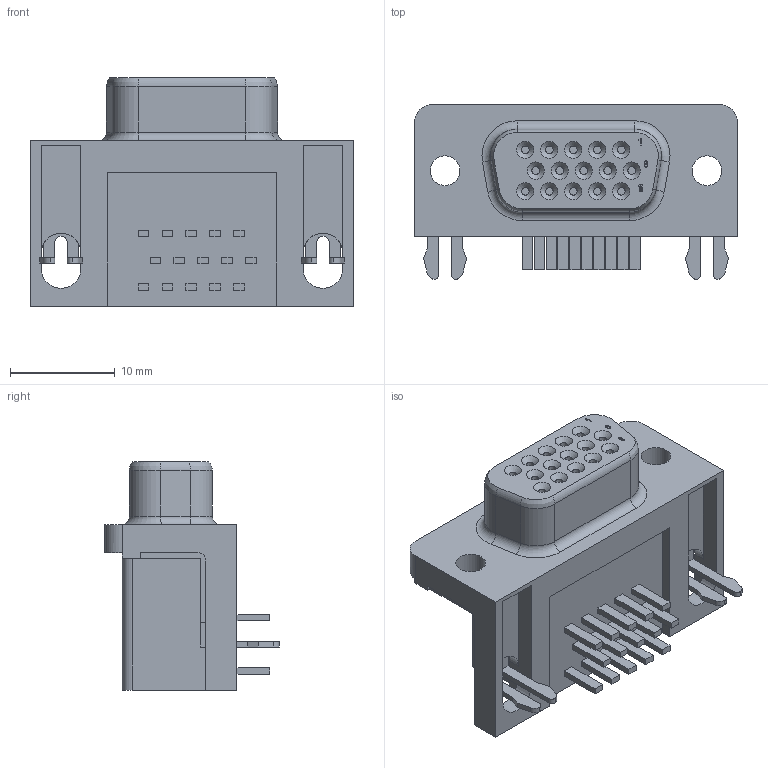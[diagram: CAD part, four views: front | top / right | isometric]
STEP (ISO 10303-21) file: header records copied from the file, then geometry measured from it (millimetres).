
FILE_DESCRIPTION(/* description */ (''),/* implementation_level */ '2;1');
FILE_NAME(/* name */ 'D-Sub_HD15_TE_2311763-2_RA.step',/* time_stamp */ '2021-01-22T22:09:37+00:00',/* author */ (''),/* organization */ (''),/* preprocessor_version */ 'ST-DEVELOPER v18.1',/* originating_system */ 'Autodesk Translation Framework v9.7.1.1290',/* authorisation */ '');
FILE_SCHEMA (('AUTOMOTIVE_DESIGN { 1 0 10303 214 3 1 1 }'));
Length unit declared in the file: millimetre
Products named in the file (1): D-Sub_HD15_TE_2311763-2_RA
Bounding box: 30.8 x 16.65 x 21.8 mm (x, y, z)
Volume: 4265.3 mm3; surface area: 2830.7 mm2
Topology: 1 solids, 1 shells, 329 faces, 846 edges, 553 vertices
Faces by surface type: plane 255, cylinder 51, cone 15, bspline 4, torus 4
Full cylindrical faces by diameter (mm): 0.73 x15, 2.84 x2
Entity records: 10064 total; most frequent: CARTESIAN_POINT 1789, ORIENTED_EDGE 1692, DIRECTION 1623, EDGE_CURVE 846, LINE 713, VECTOR 713, VERTEX_POINT 553, AXIS2_PLACEMENT_3D 455
